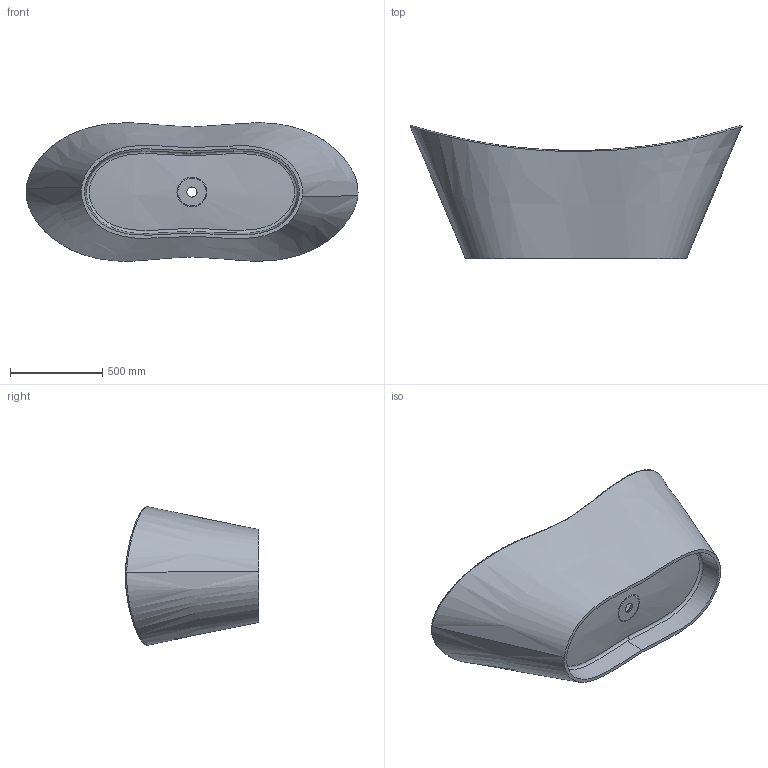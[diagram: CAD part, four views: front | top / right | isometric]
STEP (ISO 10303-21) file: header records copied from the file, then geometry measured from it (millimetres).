
FILE_DESCRIPTION (( 'STEP AP214' ), '1' );
FILE_NAME ('florida.STEP', '2019-04-09T06:30:28', ( '' ), ( '' ), 'SwSTEP 2.0', 'SolidWorks 2018', '' );
FILE_SCHEMA (( 'AUTOMOTIVE_DESIGN' ));
Length unit declared in the file: millimetre
Products named in the file (2): florida
Bounding box: 1799.38 x 722.07 x 749.69 mm (x, y, z)
Volume: 65841405.6 mm3; surface area: 5704320.2 mm2
Topology: 1 solids, 1 shells, 27 faces, 65 edges, 43 vertices
Faces by surface type: bspline 23, cylinder 2, plane 2
Entity records: 12754 total; most frequent: CARTESIAN_POINT 12232, ORIENTED_EDGE 130, EDGE_CURVE 65, B_SPLINE_CURVE_WITH_KNOTS 49, VERTEX_POINT 43, DIRECTION 42, EDGE_LOOP 32, FACE_OUTER_BOUND 27
